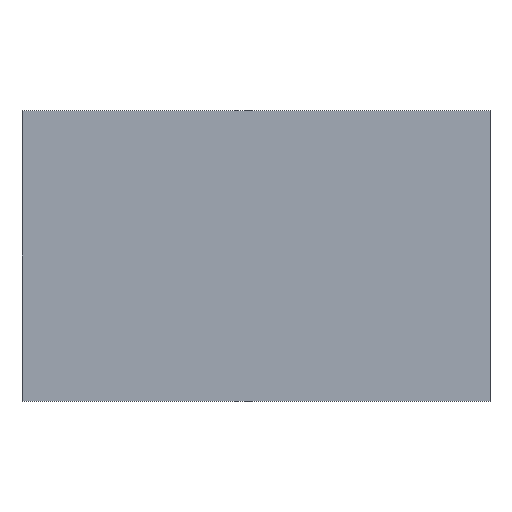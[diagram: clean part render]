
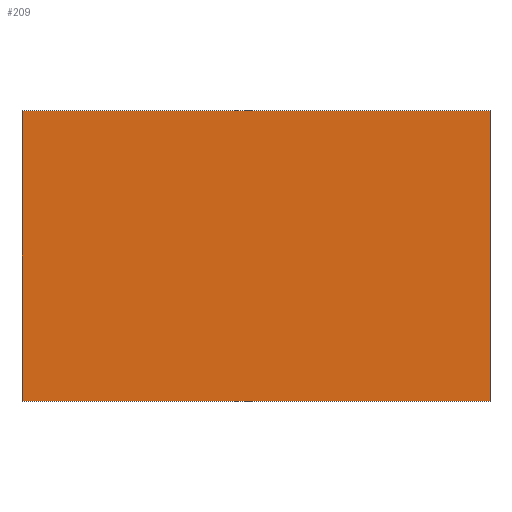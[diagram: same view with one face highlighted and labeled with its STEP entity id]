
A CAD part, left-side view. The second image highlights one B-rep face of the part: STEP entity #209.
In plain terms, the highlighted planar face has unit normal (-1, 0, 0).
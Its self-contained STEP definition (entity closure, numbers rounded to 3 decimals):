
#23=FACE_OUTER_BOUND('',#34,.T.);
#34=EDGE_LOOP('',(#168,#169,#170,#171));
#38=LINE('',#294,#65);
#61=LINE('',#339,#88);
#62=LINE('',#341,#89);
#63=LINE('',#342,#90);
#65=VECTOR('',#242,10.);
#88=VECTOR('',#279,10.);
#89=VECTOR('',#282,10.);
#90=VECTOR('',#283,10.);
#91=VERTEX_POINT('',#290);
#93=VERTEX_POINT('',#293);
#107=VERTEX_POINT('',#335);
#108=VERTEX_POINT('',#337);
#110=EDGE_CURVE('',#91,#93,#38,.T.);
#133=EDGE_CURVE('',#107,#108,#61,.T.);
#134=EDGE_CURVE('',#107,#91,#62,.T.);
#135=EDGE_CURVE('',#93,#108,#63,.T.);
#168=ORIENTED_EDGE('',*,*,#134,.F.);
#169=ORIENTED_EDGE('',*,*,#133,.T.);
#170=ORIENTED_EDGE('',*,*,#135,.F.);
#171=ORIENTED_EDGE('',*,*,#110,.F.);
#198=PLANE('',#234);
#209=ADVANCED_FACE('',(#23),#198,.T.);
#234=AXIS2_PLACEMENT_3D('',#340,#280,#281);
#242=DIRECTION('',(0.,1.,0.));
#279=DIRECTION('',(0.,1.,0.));
#280=DIRECTION('center_axis',(-1.,0.,0.));
#281=DIRECTION('ref_axis',(0.,0.,1.));
#282=DIRECTION('',(0.,0.,-1.));
#283=DIRECTION('',(0.,0.,1.));
#290=CARTESIAN_POINT('',(-3.,0.,-3.));
#293=CARTESIAN_POINT('',(-3.,400.,-3.));
#294=CARTESIAN_POINT('',(-3.,0.,-3.));
#335=CARTESIAN_POINT('',(-3.,0.,244.9));
#337=CARTESIAN_POINT('',(-3.,400.,244.9));
#339=CARTESIAN_POINT('',(-3.,0.,244.9));
#340=CARTESIAN_POINT('Origin',(-3.,0.,-3.));
#341=CARTESIAN_POINT('',(-3.,0.,244.9));
#342=CARTESIAN_POINT('',(-3.,400.,244.9));
